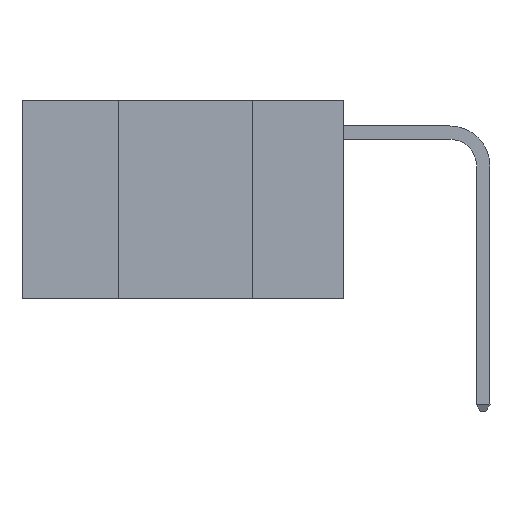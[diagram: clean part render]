
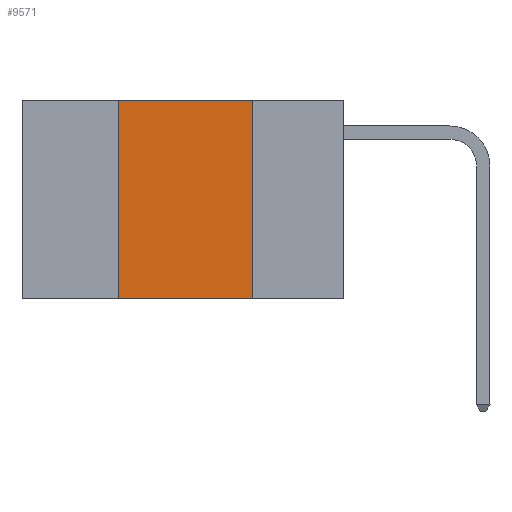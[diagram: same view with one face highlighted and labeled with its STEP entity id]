
A CAD part, left-side view. The second image highlights one B-rep face of the part: STEP entity #9571.
In plain terms, the highlighted planar face has unit normal (-1, 0, 0).
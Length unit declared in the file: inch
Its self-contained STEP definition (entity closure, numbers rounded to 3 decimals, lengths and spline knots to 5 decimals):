
#1374 = EDGE_CURVE ( 'NONE', #13996, #9823, #3203, .T. ) ;
#1933 = EDGE_CURVE ( 'NONE', #23655, #4054, #20446, .T. ) ;
#2097 = DIRECTION ( 'NONE',  ( 1., 0., 0. ) ) ;
#2522 = VECTOR ( 'NONE', #3838, 39.37008 ) ;
#3203 = LINE ( 'NONE', #23182, #20210 ) ;
#3820 = VECTOR ( 'NONE', #11882, 39.37008 ) ;
#3838 = DIRECTION ( 'NONE',  ( 0., -1., 0. ) ) ;
#3933 = CARTESIAN_POINT ( 'NONE',  ( 0., 0.6, 0. ) ) ;
#4054 = VERTEX_POINT ( 'NONE', #7521 ) ;
#7521 = CARTESIAN_POINT ( 'NONE',  ( 0., 0.17, -0.37 ) ) ;
#7644 = EDGE_CURVE ( 'NONE', #9823, #4054, #13312, .T. ) ;
#8157 = CARTESIAN_POINT ( 'NONE',  ( 0., 0.42, 0. ) ) ;
#9045 = EDGE_CURVE ( 'NONE', #23655, #13996, #17288, .T. ) ;
#9428 = DIRECTION ( 'NONE',  ( 0., 0., -1. ) ) ;
#9571 = ADVANCED_FACE ( 'NONE', ( #9672 ), #20649, .F. ) ;
#9672 = FACE_OUTER_BOUND ( 'NONE', #19491, .T. ) ;
#9823 = VERTEX_POINT ( 'NONE', #19909 ) ;
#10181 = CARTESIAN_POINT ( 'NONE',  ( 0., 0.42, 0. ) ) ;
#10524 = DIRECTION ( 'NONE',  ( 0., -1., 0. ) ) ;
#11445 = ORIENTED_EDGE ( 'NONE', *, *, #9045, .F. ) ;
#11882 = DIRECTION ( 'NONE',  ( 0., 0., 1. ) ) ;
#13312 = LINE ( 'NONE', #18629, #18690 ) ;
#13996 = VERTEX_POINT ( 'NONE', #10181 ) ;
#14235 = AXIS2_PLACEMENT_3D ( 'NONE', #3933, #2097, #9428 ) ;
#15012 = DIRECTION ( 'NONE',  ( 0., 0., -1. ) ) ;
#17226 = ORIENTED_EDGE ( 'NONE', *, *, #7644, .F. ) ;
#17288 = LINE ( 'NONE', #8157, #3820 ) ;
#17504 = ORIENTED_EDGE ( 'NONE', *, *, #1374, .F. ) ;
#18629 = CARTESIAN_POINT ( 'NONE',  ( 0., 0.17, 0. ) ) ;
#18690 = VECTOR ( 'NONE', #15012, 39.37008 ) ;
#19491 = EDGE_LOOP ( 'NONE', ( #17226, #17504, #11445, #22667 ) ) ;
#19760 = CARTESIAN_POINT ( 'NONE',  ( 0., 0.42, -0.37 ) ) ;
#19909 = CARTESIAN_POINT ( 'NONE',  ( 0., 0.17, 0. ) ) ;
#20210 = VECTOR ( 'NONE', #10524, 39.37008 ) ;
#20446 = LINE ( 'NONE', #23119, #2522 ) ;
#20649 = PLANE ( 'NONE',  #14235 ) ;
#22667 = ORIENTED_EDGE ( 'NONE', *, *, #1933, .T. ) ;
#23119 = CARTESIAN_POINT ( 'NONE',  ( 0., 0.6, -0.37 ) ) ;
#23182 = CARTESIAN_POINT ( 'NONE',  ( 0., 0.6, 0. ) ) ;
#23655 = VERTEX_POINT ( 'NONE', #19760 ) ;
